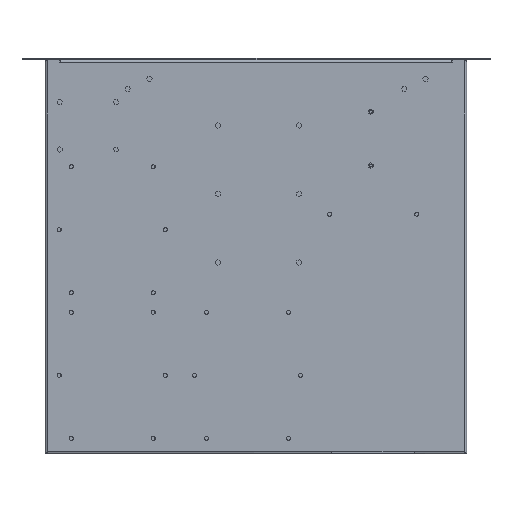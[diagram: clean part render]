
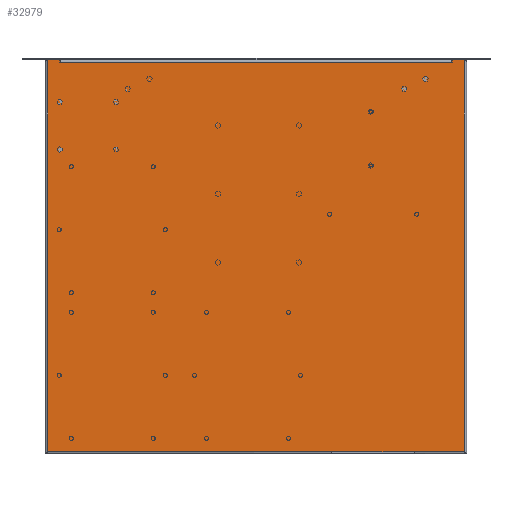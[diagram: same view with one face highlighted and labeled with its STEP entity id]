
A CAD part, front view. The second image highlights one B-rep face of the part: STEP entity #32979.
In plain terms, the highlighted planar face has unit normal (0, -1, 0).
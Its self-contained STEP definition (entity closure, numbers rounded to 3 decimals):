
#327 = CARTESIAN_POINT ( 'NONE',  ( 214.884, -1.219, 0. ) ) ;
#1138 = VERTEX_POINT ( 'NONE', #27013 ) ;
#1430 = CARTESIAN_POINT ( 'NONE',  ( 163.099, -1.219, -404.165 ) ) ;
#1760 = CARTESIAN_POINT ( 'NONE',  ( -202.692, -1.219, 0. ) ) ;
#2194 = ORIENTED_EDGE ( 'NONE', *, *, #20347, .T. ) ;
#2556 = EDGE_CURVE ( 'NONE', #31456, #11898, #6422, .T. ) ;
#2739 = VERTEX_POINT ( 'NONE', #22460 ) ;
#2772 = LINE ( 'NONE', #25522, #19978 ) ;
#3693 = AXIS2_PLACEMENT_3D ( 'NONE', #26339, #10990, #16109 ) ;
#3798 = DIRECTION ( 'NONE',  ( 0., -1., 0. ) ) ;
#4322 = VECTOR ( 'NONE', #32016, 1000. ) ;
#5091 = CARTESIAN_POINT ( 'NONE',  ( -202.184, -1.219, -0.508 ) ) ;
#5114 = LINE ( 'NONE', #27043, #4322 ) ;
#5180 = CARTESIAN_POINT ( 'NONE',  ( -214.884, -1.219, -404.165 ) ) ;
#5285 = CARTESIAN_POINT ( 'NONE',  ( -202.032, -1.219, -2.54 ) ) ;
#5513 = EDGE_CURVE ( 'NONE', #12571, #11898, #32755, .T. ) ;
#5720 = CARTESIAN_POINT ( 'NONE',  ( 202.692, -1.219, 0. ) ) ;
#6135 = CARTESIAN_POINT ( 'NONE',  ( 202.692, -1.219, -0.508 ) ) ;
#6422 = LINE ( 'NONE', #27580, #10219 ) ;
#6549 = VECTOR ( 'NONE', #9427, 1000. ) ;
#6950 = DIRECTION ( 'NONE',  ( 0., 0., 1. ) ) ;
#7180 = VERTEX_POINT ( 'NONE', #13723 ) ;
#7270 = CARTESIAN_POINT ( 'NONE',  ( -202.692, -1.219, -0.508 ) ) ;
#7355 = CARTESIAN_POINT ( 'NONE',  ( -215.9, -1.219, -406.4 ) ) ;
#7577 = DIRECTION ( 'NONE',  ( 1., 0., 0. ) ) ;
#7854 = DIRECTION ( 'NONE',  ( -1., 0., 0. ) ) ;
#8326 = ORIENTED_EDGE ( 'NONE', *, *, #5513, .T. ) ;
#9202 = CARTESIAN_POINT ( 'NONE',  ( -214.884, -1.219, -404.165 ) ) ;
#9242 = ORIENTED_EDGE ( 'NONE', *, *, #19166, .T. ) ;
#9427 = DIRECTION ( 'NONE',  ( 0., 0., 1. ) ) ;
#9849 = CARTESIAN_POINT ( 'NONE',  ( 201.879, -1.219, -2.54 ) ) ;
#10091 = DIRECTION ( 'NONE',  ( 0., -1., 0. ) ) ;
#10187 = VECTOR ( 'NONE', #28646, 1000. ) ;
#10196 = VERTEX_POINT ( 'NONE', #1430 ) ;
#10219 = VECTOR ( 'NONE', #15619, 1000. ) ;
#10298 = PLANE ( 'NONE',  #32943 ) ;
#10657 = ORIENTED_EDGE ( 'NONE', *, *, #32655, .T. ) ;
#10990 = DIRECTION ( 'NONE',  ( 0., 1., 0. ) ) ;
#11131 = CARTESIAN_POINT ( 'NONE',  ( 202.184, -1.219, -406.4 ) ) ;
#11232 = DIRECTION ( 'NONE',  ( -1., 0., 0. ) ) ;
#11688 = FACE_OUTER_BOUND ( 'NONE', #23609, .T. ) ;
#11710 = ORIENTED_EDGE ( 'NONE', *, *, #30173, .T. ) ;
#11849 = DIRECTION ( 'NONE',  ( 1., 0., 0. ) ) ;
#11898 = VERTEX_POINT ( 'NONE', #1760 ) ;
#12001 = VECTOR ( 'NONE', #29167, 1000. ) ;
#12571 = VERTEX_POINT ( 'NONE', #5091 ) ;
#12809 = EDGE_CURVE ( 'NONE', #10196, #24508, #30503, .T. ) ;
#12932 = DIRECTION ( 'NONE',  ( 0., -1., 0. ) ) ;
#12933 = LINE ( 'NONE', #11131, #10187 ) ;
#13182 = VERTEX_POINT ( 'NONE', #9202 ) ;
#13324 = ORIENTED_EDGE ( 'NONE', *, *, #12809, .F. ) ;
#13662 = CARTESIAN_POINT ( 'NONE',  ( 201.879, -1.219, -406.4 ) ) ;
#13723 = CARTESIAN_POINT ( 'NONE',  ( 202.184, -1.219, -0.508 ) ) ;
#13919 = ORIENTED_EDGE ( 'NONE', *, *, #28303, .T. ) ;
#13983 = CARTESIAN_POINT ( 'NONE',  ( 202.184, -1.219, -2.54 ) ) ;
#14087 = CARTESIAN_POINT ( 'NONE',  ( -214.884, -1.219, -404.165 ) ) ;
#14400 = EDGE_CURVE ( 'NONE', #21656, #26805, #27681, .T. ) ;
#15194 = DIRECTION ( 'NONE',  ( 1., 0., 0. ) ) ;
#15282 = AXIS2_PLACEMENT_3D ( 'NONE', #7270, #10091, #25323 ) ;
#15559 = CARTESIAN_POINT ( 'NONE',  ( 78.099, -1.219, -404.165 ) ) ;
#15619 = DIRECTION ( 'NONE',  ( 1., 0., 0. ) ) ;
#15638 = DIRECTION ( 'NONE',  ( 0., 1., 0. ) ) ;
#15869 = EDGE_CURVE ( 'NONE', #10196, #28175, #24744, .T. ) ;
#15928 = CIRCLE ( 'NONE', #22400, 0.508 ) ;
#16109 = DIRECTION ( 'NONE',  ( 1., 0., 0. ) ) ;
#16158 = VECTOR ( 'NONE', #7854, 1000. ) ;
#16875 = CARTESIAN_POINT ( 'NONE',  ( -215.9, -1.219, 0. ) ) ;
#17065 = EDGE_CURVE ( 'NONE', #13182, #31456, #18933, .T. ) ;
#17127 = VECTOR ( 'NONE', #15194, 1000. ) ;
#18003 = LINE ( 'NONE', #14087, #12001 ) ;
#18079 = EDGE_CURVE ( 'NONE', #7180, #31339, #12933, .T. ) ;
#18274 = EDGE_CURVE ( 'NONE', #28947, #1138, #24611, .T. ) ;
#18693 = ORIENTED_EDGE ( 'NONE', *, *, #20045, .T. ) ;
#18768 = ORIENTED_EDGE ( 'NONE', *, *, #18274, .T. ) ;
#18933 = LINE ( 'NONE', #21765, #6549 ) ;
#18942 = ORIENTED_EDGE ( 'NONE', *, *, #23519, .T. ) ;
#19166 = EDGE_CURVE ( 'NONE', #1138, #29659, #2772, .T. ) ;
#19633 = CARTESIAN_POINT ( 'NONE',  ( -201.879, -1.219, -2.54 ) ) ;
#19978 = VECTOR ( 'NONE', #28142, 1000. ) ;
#20045 = EDGE_CURVE ( 'NONE', #31339, #20113, #28685, .T. ) ;
#20113 = VERTEX_POINT ( 'NONE', #9849 ) ;
#20337 = CARTESIAN_POINT ( 'NONE',  ( 201.879, -1.219, -2.235 ) ) ;
#20347 = EDGE_CURVE ( 'NONE', #2739, #12571, #5114, .T. ) ;
#20378 = ORIENTED_EDGE ( 'NONE', *, *, #15869, .T. ) ;
#20583 = CARTESIAN_POINT ( 'NONE',  ( 214.884, -1.219, -404.165 ) ) ;
#20699 = CARTESIAN_POINT ( 'NONE',  ( 201.879, -1.219, -2.235 ) ) ;
#21656 = VERTEX_POINT ( 'NONE', #5720 ) ;
#21658 = DIRECTION ( 'NONE',  ( 0., 0., 1. ) ) ;
#21676 = LINE ( 'NONE', #13662, #23271 ) ;
#21765 = CARTESIAN_POINT ( 'NONE',  ( -214.884, -1.219, -406.4 ) ) ;
#21955 = AXIS2_PLACEMENT_3D ( 'NONE', #5285, #15638, #7577 ) ;
#22400 = AXIS2_PLACEMENT_3D ( 'NONE', #6135, #3798, #26388 ) ;
#22460 = CARTESIAN_POINT ( 'NONE',  ( -202.184, -1.219, -2.54 ) ) ;
#22488 = CIRCLE ( 'NONE', #21955, 0.152 ) ;
#22688 = ORIENTED_EDGE ( 'NONE', *, *, #2556, .F. ) ;
#22737 = DIRECTION ( 'NONE',  ( 1., 0., 0. ) ) ;
#23271 = VECTOR ( 'NONE', #21658, 1000. ) ;
#23519 = EDGE_CURVE ( 'NONE', #29659, #2739, #22488, .T. ) ;
#23609 = EDGE_LOOP ( 'NONE', ( #28408, #27780, #13324, #20378, #10657, #31297, #13919, #29520, #18693, #11710, #18768, #9242, #18942, #2194, #8326, #22688 ) ) ;
#23771 = VECTOR ( 'NONE', #11232, 1000. ) ;
#24027 = CARTESIAN_POINT ( 'NONE',  ( 431.3, -1.219, -404.165 ) ) ;
#24508 = VERTEX_POINT ( 'NONE', #15559 ) ;
#24611 = LINE ( 'NONE', #20337, #16158 ) ;
#24744 = LINE ( 'NONE', #5180, #17127 ) ;
#25323 = DIRECTION ( 'NONE',  ( 1., 0., 0. ) ) ;
#25522 = CARTESIAN_POINT ( 'NONE',  ( -201.879, -1.219, -406.4 ) ) ;
#26339 = CARTESIAN_POINT ( 'NONE',  ( 202.032, -1.219, -2.54 ) ) ;
#26388 = DIRECTION ( 'NONE',  ( 1., 0., 0. ) ) ;
#26794 = CARTESIAN_POINT ( 'NONE',  ( 214.884, -1.219, -406.4 ) ) ;
#26805 = VERTEX_POINT ( 'NONE', #327 ) ;
#27013 = CARTESIAN_POINT ( 'NONE',  ( -201.879, -1.219, -2.235 ) ) ;
#27027 = EDGE_CURVE ( 'NONE', #13182, #24508, #18003, .T. ) ;
#27043 = CARTESIAN_POINT ( 'NONE',  ( -202.184, -1.219, -406.4 ) ) ;
#27580 = CARTESIAN_POINT ( 'NONE',  ( -215.9, -1.219, 0. ) ) ;
#27681 = LINE ( 'NONE', #16875, #30088 ) ;
#27780 = ORIENTED_EDGE ( 'NONE', *, *, #27027, .T. ) ;
#28096 = VECTOR ( 'NONE', #6950, 1000. ) ;
#28142 = DIRECTION ( 'NONE',  ( 0., 0., -1. ) ) ;
#28175 = VERTEX_POINT ( 'NONE', #20583 ) ;
#28303 = EDGE_CURVE ( 'NONE', #21656, #7180, #15928, .T. ) ;
#28408 = ORIENTED_EDGE ( 'NONE', *, *, #17065, .F. ) ;
#28646 = DIRECTION ( 'NONE',  ( 0., 0., -1. ) ) ;
#28685 = CIRCLE ( 'NONE', #3693, 0.152 ) ;
#28947 = VERTEX_POINT ( 'NONE', #20699 ) ;
#29167 = DIRECTION ( 'NONE',  ( 1., 0., 0. ) ) ;
#29520 = ORIENTED_EDGE ( 'NONE', *, *, #18079, .T. ) ;
#29659 = VERTEX_POINT ( 'NONE', #19633 ) ;
#30088 = VECTOR ( 'NONE', #11849, 1000. ) ;
#30173 = EDGE_CURVE ( 'NONE', #20113, #28947, #21676, .T. ) ;
#30204 = CARTESIAN_POINT ( 'NONE',  ( -214.884, -1.219, 0. ) ) ;
#30503 = LINE ( 'NONE', #24027, #23771 ) ;
#31297 = ORIENTED_EDGE ( 'NONE', *, *, #14400, .F. ) ;
#31339 = VERTEX_POINT ( 'NONE', #13983 ) ;
#31456 = VERTEX_POINT ( 'NONE', #30204 ) ;
#32016 = DIRECTION ( 'NONE',  ( 0., 0., 1. ) ) ;
#32516 = LINE ( 'NONE', #26794, #28096 ) ;
#32655 = EDGE_CURVE ( 'NONE', #28175, #26805, #32516, .T. ) ;
#32755 = CIRCLE ( 'NONE', #15282, 0.508 ) ;
#32943 = AXIS2_PLACEMENT_3D ( 'NONE', #7355, #12932, #22737 ) ;
#32979 = ADVANCED_FACE ( 'NONE', ( #11688 ), #10298, .T. ) ;
